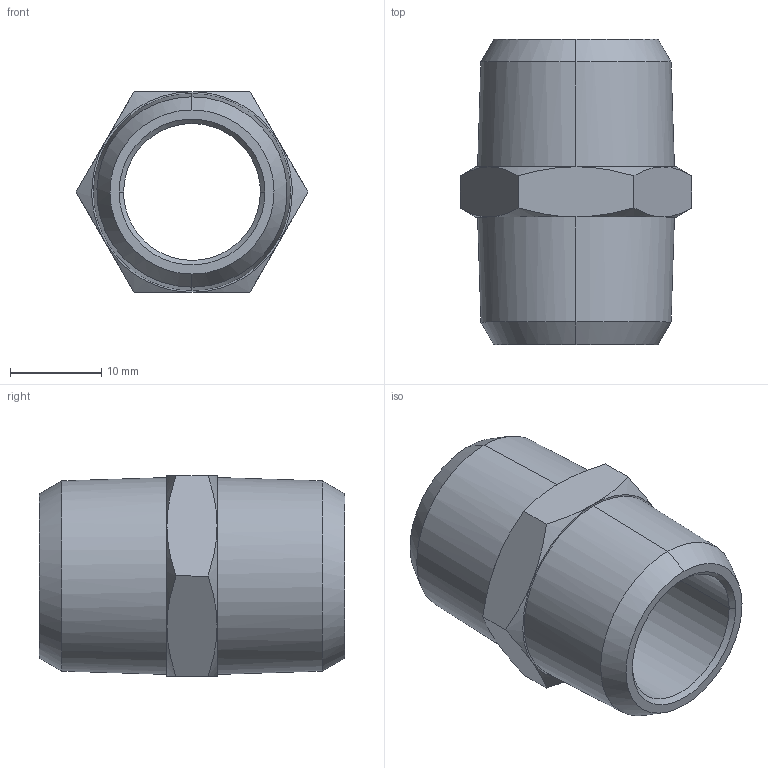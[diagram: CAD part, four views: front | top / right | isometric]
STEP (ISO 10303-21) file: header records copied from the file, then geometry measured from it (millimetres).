
FILE_DESCRIPTION (( 'STEP AP214' ), '1' );
FILE_NAME ('DRF.3F04_IC.STEP', '2018-09-03T15:22:00', ( '' ), ( '' ), 'SwSTEP 2.0', 'SolidWorks 2018', '' );
FILE_SCHEMA (( 'AUTOMOTIVE_DESIGN' ));
Length unit declared in the file: millimetre
Products named in the file (1): DRF.3F04_IC
Bounding box: 25.4 x 33.5 x 22 mm (x, y, z)
Volume: 5979 mm3; surface area: 4081 mm2
Topology: 1 solids, 1 shells, 36 faces, 76 edges, 44 vertices
Faces by surface type: bspline 36
Entity records: 1940 total; most frequent: CARTESIAN_POINT 1436, ORIENTED_EDGE 152, EDGE_CURVE 76, B_SPLINE_CURVE_WITH_KNOTS 65, VERTEX_POINT 44, EDGE_LOOP 40, FACE_OUTER_BOUND 36, ADVANCED_FACE 36
